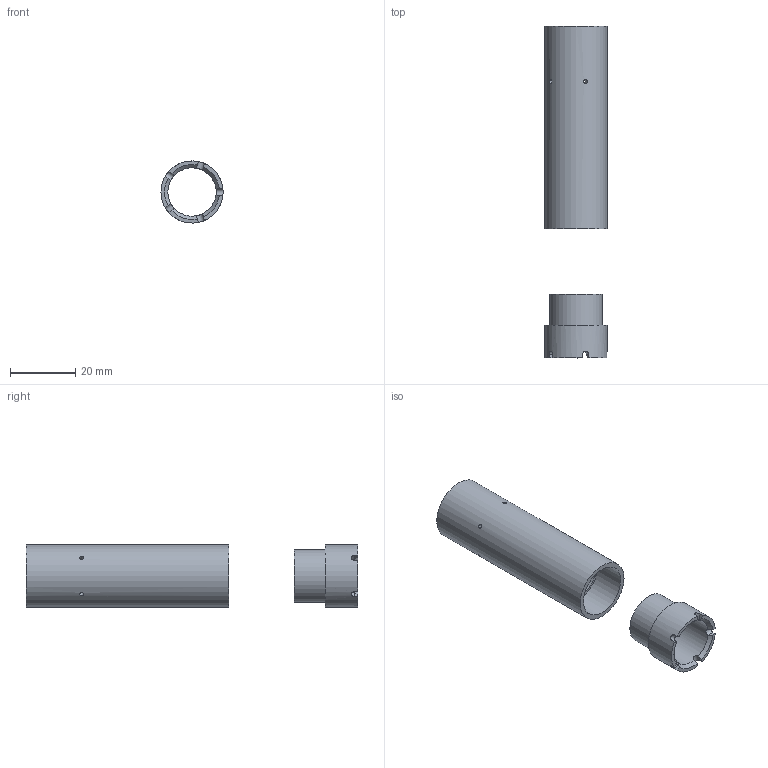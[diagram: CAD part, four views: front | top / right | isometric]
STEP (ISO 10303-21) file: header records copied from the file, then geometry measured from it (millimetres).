
FILE_DESCRIPTION(/* description */ (''),/* implementation_level */ '2;1');
FILE_NAME(/* name */ 'String Guide Threaded v3.step',/* time_stamp */ '2024-09-19T00:03:13-07:00',/* author */ (''),/* organization */ (''),/* preprocessor_version */ 'ST-DEVELOPER v20',/* originating_system */ 'Autodesk Translation Framework v13.14.0.145',/* authorisation */ '');
FILE_SCHEMA (('AUTOMOTIVE_DESIGN { 1 0 10303 214 3 1 1 }'));
Length unit declared in the file: millimetre
Products named in the file (3): String Guide Threaded; MainBody; TwistTop
Assembly tree (2 placements, depth 2):
  String Guide Threaded
    MainBody
    TwistTop
Bounding box: 19 x 101.5 x 19 mm (x, y, z)
Volume: 7625.5 mm3; surface area: 9069.1 mm2
Topology: 2 solids, 2 shells, 47 faces, 122 edges, 81 vertices
Faces by surface type: plane 21, cylinder 19, cone 7
Full cylindrical faces by diameter (mm): 1.2 x6, 14.8 x2, 15.1 x1, 16 x1, 16.1 x2, 19 x2
Entity records: 2057 total; most frequent: CARTESIAN_POINT 853, ORIENTED_EDGE 244, DIRECTION 214, EDGE_CURVE 122, AXIS2_PLACEMENT_3D 84, VERTEX_POINT 81, EDGE_LOOP 65, FACE_OUTER_BOUND 47
